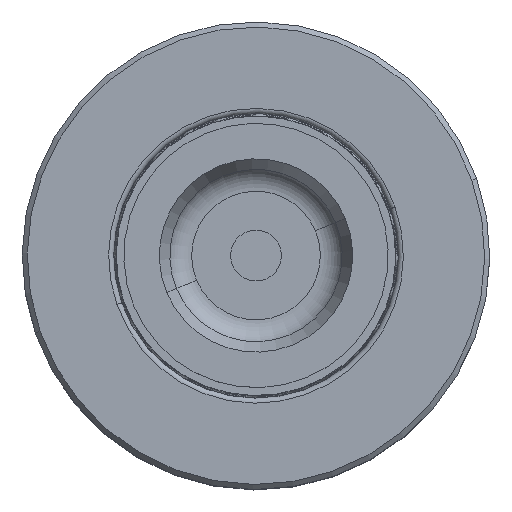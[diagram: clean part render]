
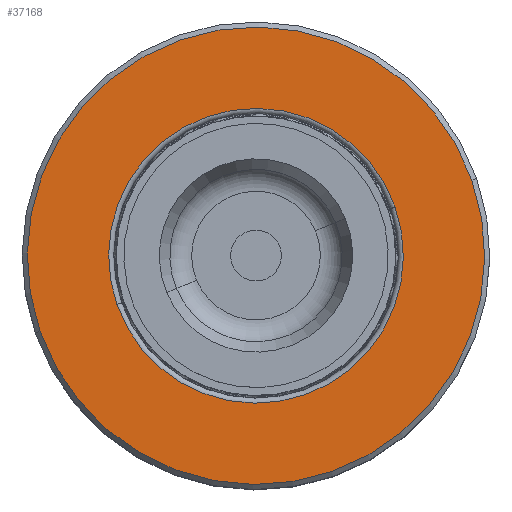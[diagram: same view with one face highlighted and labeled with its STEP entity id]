
A CAD part, top view. The second image highlights one B-rep face of the part: STEP entity #37168.
In plain terms, the highlighted face is planar.
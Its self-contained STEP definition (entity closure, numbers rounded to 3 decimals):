
#3121 = ORIENTED_EDGE ( 'NONE', *, *, #7162, .F. ) ;
#4012 = DIRECTION ( 'NONE',  ( 0., -1., 0. ) ) ;
#6192 = DIRECTION ( 'NONE',  ( 0., 0., -1. ) ) ;
#6397 = EDGE_LOOP ( 'NONE', ( #19847, #31240 ) ) ;
#7048 = AXIS2_PLACEMENT_3D ( 'NONE', #47463, #13288, #6192 ) ;
#7162 = EDGE_CURVE ( 'NONE', #37597, #22861, #23895, .T. ) ;
#7826 = CARTESIAN_POINT ( 'NONE',  ( 0., 15.687, -14.5 ) ) ;
#9940 = CARTESIAN_POINT ( 'NONE',  ( 0., 15.687, 22.5 ) ) ;
#11431 = CARTESIAN_POINT ( 'NONE',  ( 0., 15.687, 0. ) ) ;
#11459 = PLANE ( 'NONE',  #42760 ) ;
#11473 = FACE_OUTER_BOUND ( 'NONE', #15110, .T. ) ;
#13288 = DIRECTION ( 'NONE',  ( 0., -1., 0. ) ) ;
#15110 = EDGE_LOOP ( 'NONE', ( #31487, #3121 ) ) ;
#15330 = CARTESIAN_POINT ( 'NONE',  ( 0., 15.687, -22.5 ) ) ;
#16809 = EDGE_CURVE ( 'NONE', #44575, #40556, #34120, .T. ) ;
#17107 = EDGE_CURVE ( 'NONE', #22861, #37597, #18747, .T. ) ;
#18747 = CIRCLE ( 'NONE', #28816, 22.5 ) ;
#19847 = ORIENTED_EDGE ( 'NONE', *, *, #16809, .T. ) ;
#21609 = DIRECTION ( 'NONE',  ( 0., 0., -1. ) ) ;
#22861 = VERTEX_POINT ( 'NONE', #15330 ) ;
#23895 = CIRCLE ( 'NONE', #34971, 22.5 ) ;
#28816 = AXIS2_PLACEMENT_3D ( 'NONE', #11431, #4012, #30359 ) ;
#29418 = DIRECTION ( 'NONE',  ( 0., 0., -1. ) ) ;
#29626 = AXIS2_PLACEMENT_3D ( 'NONE', #33255, #36882, #29418 ) ;
#30222 = DIRECTION ( 'NONE',  ( 0., 1., 0. ) ) ;
#30359 = DIRECTION ( 'NONE',  ( 0., 0., -1. ) ) ;
#31240 = ORIENTED_EDGE ( 'NONE', *, *, #48225, .T. ) ;
#31487 = ORIENTED_EDGE ( 'NONE', *, *, #17107, .F. ) ;
#33255 = CARTESIAN_POINT ( 'NONE',  ( 0., 15.687, 0. ) ) ;
#34120 = CIRCLE ( 'NONE', #7048, 14.5 ) ;
#34971 = AXIS2_PLACEMENT_3D ( 'NONE', #36968, #41113, #21609 ) ;
#35720 = CIRCLE ( 'NONE', #29626, 14.5 ) ;
#36882 = DIRECTION ( 'NONE',  ( 0., -1., 0. ) ) ;
#36968 = CARTESIAN_POINT ( 'NONE',  ( 0., 15.687, 0. ) ) ;
#37168 = ADVANCED_FACE ( 'NONE', ( #38659, #11473 ), #11459, .T. ) ;
#37597 = VERTEX_POINT ( 'NONE', #9940 ) ;
#37680 = DIRECTION ( 'NONE',  ( 0., 0., 1. ) ) ;
#38659 = FACE_BOUND ( 'NONE', #6397, .T. ) ;
#40556 = VERTEX_POINT ( 'NONE', #40647 ) ;
#40647 = CARTESIAN_POINT ( 'NONE',  ( 0., 15.687, 14.5 ) ) ;
#41113 = DIRECTION ( 'NONE',  ( 0., -1., 0. ) ) ;
#41494 = CARTESIAN_POINT ( 'NONE',  ( 22.5, 15.687, 0. ) ) ;
#42760 = AXIS2_PLACEMENT_3D ( 'NONE', #41494, #30222, #37680 ) ;
#44575 = VERTEX_POINT ( 'NONE', #7826 ) ;
#47463 = CARTESIAN_POINT ( 'NONE',  ( 0., 15.687, 0. ) ) ;
#48225 = EDGE_CURVE ( 'NONE', #40556, #44575, #35720, .T. ) ;
